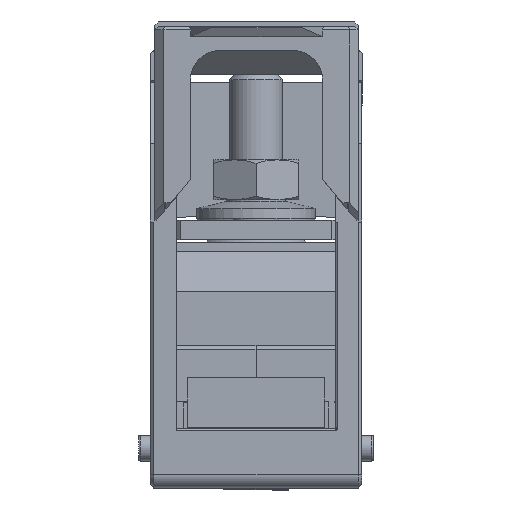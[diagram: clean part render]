
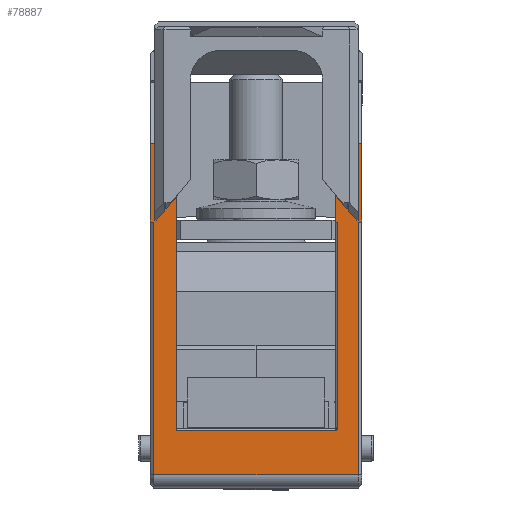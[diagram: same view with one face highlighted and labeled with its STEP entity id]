
A CAD part, left-side view. The second image highlights one B-rep face of the part: STEP entity #78887.
In plain terms, the highlighted planar face has unit normal (-1, 0, 0).
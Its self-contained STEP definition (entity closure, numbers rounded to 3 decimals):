
#3889=CIRCLE('',#82847,0.232);
#16159=ORIENTED_EDGE('',*,*,#27096,.F.);
#16160=ORIENTED_EDGE('',*,*,#26013,.T.);
#16161=ORIENTED_EDGE('',*,*,#26010,.T.);
#16162=ORIENTED_EDGE('',*,*,#26008,.T.);
#16163=ORIENTED_EDGE('',*,*,#27100,.F.);
#16164=ORIENTED_EDGE('',*,*,#27666,.F.);
#16165=ORIENTED_EDGE('',*,*,#26580,.F.);
#16166=ORIENTED_EDGE('',*,*,#26586,.T.);
#16167=ORIENTED_EDGE('',*,*,#27667,.T.);
#16168=ORIENTED_EDGE('',*,*,#26620,.T.);
#16169=ORIENTED_EDGE('',*,*,#26624,.T.);
#16170=ORIENTED_EDGE('',*,*,#27668,.F.);
#16171=ORIENTED_EDGE('',*,*,#27662,.T.);
#16172=ORIENTED_EDGE('',*,*,#26005,.F.);
#16173=ORIENTED_EDGE('',*,*,#26003,.T.);
#16174=ORIENTED_EDGE('',*,*,#26001,.T.);
#16175=ORIENTED_EDGE('',*,*,#27665,.T.);
#16176=ORIENTED_EDGE('',*,*,#27669,.T.);
#16177=ORIENTED_EDGE('',*,*,#27670,.T.);
#16178=ORIENTED_EDGE('',*,*,#27671,.T.);
#16179=ORIENTED_EDGE('',*,*,#26017,.F.);
#16180=ORIENTED_EDGE('',*,*,#27093,.T.);
#16181=ORIENTED_EDGE('',*,*,#27672,.F.);
#26001=EDGE_CURVE('',#32867,#32866,#37942,.T.);
#26003=EDGE_CURVE('',#32868,#32867,#37944,.T.);
#26005=EDGE_CURVE('',#32868,#32869,#37946,.T.);
#26008=EDGE_CURVE('',#32871,#32870,#37949,.T.);
#26010=EDGE_CURVE('',#32872,#32871,#37951,.T.);
#26013=EDGE_CURVE('',#32873,#32872,#37954,.T.);
#26017=EDGE_CURVE('',#32877,#32875,#3889,.T.);
#26580=EDGE_CURVE('',#33188,#33189,#38347,.T.);
#26586=EDGE_CURVE('',#33188,#33192,#38351,.T.);
#26620=EDGE_CURVE('',#33214,#33213,#38382,.T.);
#26624=EDGE_CURVE('',#33213,#33216,#38385,.T.);
#27093=EDGE_CURVE('',#32877,#33509,#38711,.T.);
#27096=EDGE_CURVE('',#32873,#33511,#38713,.T.);
#27100=EDGE_CURVE('',#33514,#32870,#38717,.T.);
#27662=EDGE_CURVE('',#33879,#32869,#39094,.T.);
#27665=EDGE_CURVE('',#32866,#33880,#39097,.T.);
#27666=EDGE_CURVE('',#33189,#33514,#39098,.T.);
#27667=EDGE_CURVE('',#33192,#33214,#39099,.T.);
#27668=EDGE_CURVE('',#33879,#33216,#39100,.T.);
#27669=EDGE_CURVE('',#33880,#33881,#39101,.T.);
#27670=EDGE_CURVE('',#33881,#33882,#39102,.T.);
#27671=EDGE_CURVE('',#33882,#32875,#39103,.F.);
#27672=EDGE_CURVE('',#33511,#33509,#39104,.T.);
#32866=VERTEX_POINT('',#113508);
#32867=VERTEX_POINT('',#113510);
#32868=VERTEX_POINT('',#113514);
#32869=VERTEX_POINT('',#113518);
#32870=VERTEX_POINT('',#113522);
#32871=VERTEX_POINT('',#113524);
#32872=VERTEX_POINT('',#113528);
#32873=VERTEX_POINT('',#113532);
#32875=VERTEX_POINT('',#113537);
#32877=VERTEX_POINT('',#113544);
#33188=VERTEX_POINT('',#114848);
#33189=VERTEX_POINT('',#114850);
#33192=VERTEX_POINT('',#114860);
#33213=VERTEX_POINT('',#114928);
#33214=VERTEX_POINT('',#114930);
#33216=VERTEX_POINT('',#114938);
#33509=VERTEX_POINT('',#116429);
#33511=VERTEX_POINT('',#116435);
#33514=VERTEX_POINT('',#116441);
#33879=VERTEX_POINT('',#118422);
#33880=VERTEX_POINT('',#118425);
#33881=VERTEX_POINT('',#118432);
#33882=VERTEX_POINT('',#118434);
#37942=LINE('',#113509,#43343);
#37944=LINE('',#113513,#43345);
#37946=LINE('',#113517,#43347);
#37949=LINE('',#113523,#43350);
#37951=LINE('',#113527,#43352);
#37954=LINE('',#113533,#43355);
#38347=LINE('',#114849,#43748);
#38351=LINE('',#114861,#43752);
#38382=LINE('',#114929,#43783);
#38385=LINE('',#114937,#43786);
#38711=LINE('',#116428,#44112);
#38713=LINE('',#116434,#44114);
#38717=LINE('',#116442,#44118);
#39094=LINE('',#118421,#44495);
#39097=LINE('',#118426,#44498);
#39098=LINE('',#118428,#44499);
#39099=LINE('',#118429,#44500);
#39100=LINE('',#118430,#44501);
#39101=LINE('',#118431,#44502);
#39102=LINE('',#118433,#44503);
#39103=LINE('',#118435,#44504);
#39104=LINE('',#118436,#44505);
#43343=VECTOR('',#93858,1000.);
#43345=VECTOR('',#93862,1000.);
#43347=VECTOR('',#93866,1000.);
#43350=VECTOR('',#93871,1000.);
#43352=VECTOR('',#93875,1000.);
#43355=VECTOR('',#93880,1000.);
#43748=VECTOR('',#94939,1000.);
#43752=VECTOR('',#94951,1000.);
#43783=VECTOR('',#95014,1000.);
#43786=VECTOR('',#95023,1000.);
#44112=VECTOR('',#95725,1000.);
#44114=VECTOR('',#95731,1000.);
#44118=VECTOR('',#95735,1000.);
#44495=VECTOR('',#96428,1000.);
#44498=VECTOR('',#96431,1000.);
#44499=VECTOR('',#96434,1000.);
#44500=VECTOR('',#96435,1000.);
#44501=VECTOR('',#96436,1000.);
#44502=VECTOR('',#96437,1000.);
#44503=VECTOR('',#96438,1000.);
#44504=VECTOR('',#96439,1000.);
#44505=VECTOR('',#96440,1000.);
#48286=EDGE_LOOP('',(#16159,#16160,#16161,#16162,#16163,#16164,#16165,#16166,
#16167,#16168,#16169,#16170,#16171,#16172,#16173,#16174,#16175,#16176,#16177,
#16178,#16179,#16180,#16181));
#51685=FACE_BOUND('',#48286,.T.);
#53905=PLANE('',#83548);
#78887=ADVANCED_FACE('',(#51685),#53905,.T.);
#82847=AXIS2_PLACEMENT_3D('',#113545,#93887,#93888);
#83548=AXIS2_PLACEMENT_3D('',#118427,#96432,#96433);
#93858=DIRECTION('',(0.,0.,1.));
#93862=DIRECTION('',(0.,1.,0.));
#93866=DIRECTION('',(0.,0.,1.));
#93871=DIRECTION('',(0.,0.,1.));
#93875=DIRECTION('',(0.,1.,0.));
#93880=DIRECTION('',(0.,0.,-1.));
#93887=DIRECTION('',(-1.,0.,0.));
#93888=DIRECTION('',(0.,0.,-1.));
#94939=DIRECTION('',(0.,1.,0.));
#94951=DIRECTION('',(0.,0.,-1.));
#95014=DIRECTION('',(0.,0.,1.));
#95023=DIRECTION('',(0.,-1.,0.));
#95725=DIRECTION('',(0.,1.,0.));
#95731=DIRECTION('',(0.,-1.,0.));
#95735=DIRECTION('',(0.,-1.,0.));
#96428=DIRECTION('',(0.,1.,0.));
#96431=DIRECTION('',(0.,1.,0.));
#96432=DIRECTION('',(-1.,0.,0.));
#96433=DIRECTION('',(0.,0.,1.));
#96434=DIRECTION('',(0.,0.,1.));
#96435=DIRECTION('',(0.,-1.,0.));
#96436=DIRECTION('',(0.,0.,-1.));
#96437=DIRECTION('',(0.,0.,-1.));
#96438=DIRECTION('',(0.,-1.,0.));
#96439=DIRECTION('',(0.,0.,1.));
#96440=DIRECTION('',(0.,0.,-1.));
#113508=CARTESIAN_POINT('',(-66.5,-14.074,52.18));
#113509=CARTESIAN_POINT('',(-66.5,-14.074,52.18));
#113510=CARTESIAN_POINT('',(-66.5,-14.074,43.235));
#113513=CARTESIAN_POINT('',(-66.5,-16.,43.235));
#113514=CARTESIAN_POINT('',(-66.5,-14.724,43.235));
#113517=CARTESIAN_POINT('',(-66.5,-14.724,52.18));
#113518=CARTESIAN_POINT('',(-66.5,-14.724,52.18));
#113522=CARTESIAN_POINT('',(-66.5,14.576,52.18));
#113523=CARTESIAN_POINT('',(-66.5,14.576,52.18));
#113524=CARTESIAN_POINT('',(-66.5,14.576,43.235));
#113527=CARTESIAN_POINT('',(-66.5,16.,43.235));
#113528=CARTESIAN_POINT('',(-66.5,13.926,43.235));
#113532=CARTESIAN_POINT('',(-66.5,13.926,52.18));
#113533=CARTESIAN_POINT('',(-66.5,13.926,52.18));
#113537=CARTESIAN_POINT('',(-66.5,-12.332,9.));
#113544=CARTESIAN_POINT('',(-66.5,-12.1,8.769));
#113545=CARTESIAN_POINT('',(-66.5,-12.1,9.));
#114848=CARTESIAN_POINT('',(-66.5,15.5,40.3));
#114849=CARTESIAN_POINT('',(-66.5,12.1,40.3));
#114850=CARTESIAN_POINT('',(-66.5,16.,40.3));
#114860=CARTESIAN_POINT('',(-66.5,15.5,2.));
#114861=CARTESIAN_POINT('',(-66.5,15.5,2.));
#114928=CARTESIAN_POINT('',(-66.5,-15.5,40.3));
#114929=CARTESIAN_POINT('',(-66.5,-15.5,52.18));
#114930=CARTESIAN_POINT('',(-66.5,-15.5,2.));
#114937=CARTESIAN_POINT('',(-66.5,-12.1,40.3));
#114938=CARTESIAN_POINT('',(-66.5,-16.,40.3));
#116428=CARTESIAN_POINT('',(-66.5,16.,8.769));
#116429=CARTESIAN_POINT('',(-66.5,12.1,8.769));
#116434=CARTESIAN_POINT('',(-66.5,16.,52.18));
#116435=CARTESIAN_POINT('',(-66.5,12.1,52.18));
#116441=CARTESIAN_POINT('',(-66.5,16.,52.18));
#116442=CARTESIAN_POINT('',(-66.5,16.,52.18));
#118421=CARTESIAN_POINT('',(-66.5,-16.,52.18));
#118422=CARTESIAN_POINT('',(-66.5,-16.,52.18));
#118425=CARTESIAN_POINT('',(-66.5,-12.1,52.18));
#118426=CARTESIAN_POINT('',(-66.5,-16.,52.18));
#118427=CARTESIAN_POINT('',(-66.5,16.,52.18));
#118428=CARTESIAN_POINT('',(-66.5,16.,52.18));
#118429=CARTESIAN_POINT('',(-66.5,16.,2.));
#118430=CARTESIAN_POINT('',(-66.5,-16.,52.18));
#118431=CARTESIAN_POINT('',(-66.5,-12.1,52.18));
#118432=CARTESIAN_POINT('',(-66.5,-12.1,40.3));
#118433=CARTESIAN_POINT('',(-66.5,-12.1,40.3));
#118434=CARTESIAN_POINT('',(-66.5,-12.332,40.3));
#118435=CARTESIAN_POINT('',(-66.5,-12.332,52.18));
#118436=CARTESIAN_POINT('',(-66.5,12.1,52.18));
